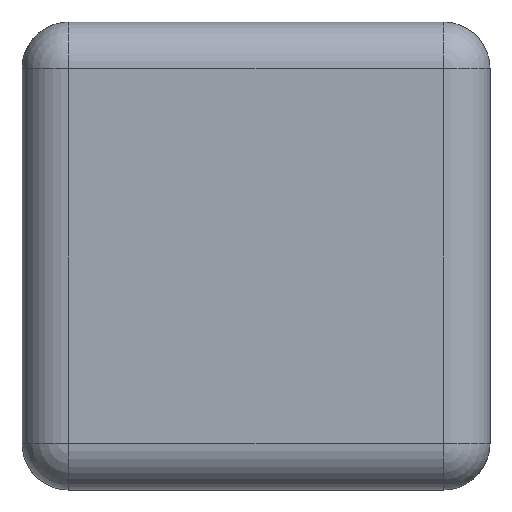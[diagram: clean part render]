
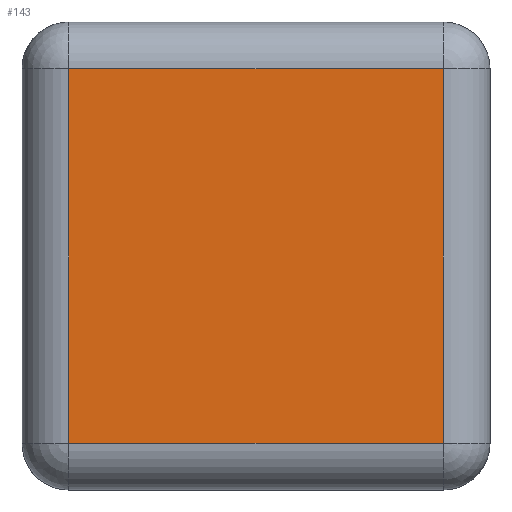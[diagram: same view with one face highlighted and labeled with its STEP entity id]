
A CAD part, front view. The second image highlights one B-rep face of the part: STEP entity #143.
In plain terms, the highlighted planar face has unit normal (0, -1, 0).
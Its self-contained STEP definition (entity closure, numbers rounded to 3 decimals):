
#143=ADVANCED_FACE('',(#844),#846,.T.);
#844=FACE_BOUND('',#845,.T.);
#845=EDGE_LOOP('',(#4453,#4454,#4455,#4456));
#846=PLANE('',#847);
#847=AXIS2_PLACEMENT_3D('',#848,#849,#850);
#848=CARTESIAN_POINT('',(0.,-30.,0.));
#849=DIRECTION('',(0.,-1.,0.));
#850=DIRECTION('',(0.,0.,-1.));
#4453=ORIENTED_EDGE('',*,*,#4720,.T.);
#4454=ORIENTED_EDGE('',*,*,#4721,.T.);
#4455=ORIENTED_EDGE('',*,*,#4722,.T.);
#4456=ORIENTED_EDGE('',*,*,#4723,.T.);
#4720=EDGE_CURVE('',#4896,#4897,#4898,.T.);
#4721=EDGE_CURVE('',#4897,#4899,#4900,.T.);
#4722=EDGE_CURVE('',#4899,#4901,#4902,.T.);
#4723=EDGE_CURVE('',#4901,#4896,#4903,.T.);
#4896=VERTEX_POINT('',#5420);
#4897=VERTEX_POINT('',#5421);
#4898=LINE('',#5422,#5423);
#4899=VERTEX_POINT('',#5425);
#4900=LINE('',#5426,#5427);
#4901=VERTEX_POINT('',#5429);
#4902=LINE('',#5430,#5431);
#4903=LINE('',#5433,#5434);
#5420=CARTESIAN_POINT('',(13.5,-30.,13.5));
#5421=CARTESIAN_POINT('',(1.5,-30.,13.5));
#5422=CARTESIAN_POINT('',(13.5,-30.,13.5));
#5423=VECTOR('',#5424,1.);
#5424=DIRECTION('',(-1.,0.,0.));
#5425=CARTESIAN_POINT('',(1.5,-30.,1.5));
#5426=CARTESIAN_POINT('',(1.5,-30.,13.5));
#5427=VECTOR('',#5428,1.);
#5428=DIRECTION('',(0.,0.,-1.));
#5429=CARTESIAN_POINT('',(13.5,-30.,1.5));
#5430=CARTESIAN_POINT('',(1.5,-30.,1.5));
#5431=VECTOR('',#5432,1.);
#5432=DIRECTION('',(1.,0.,0.));
#5433=CARTESIAN_POINT('',(13.5,-30.,1.5));
#5434=VECTOR('',#5435,1.);
#5435=DIRECTION('',(0.,0.,1.));
